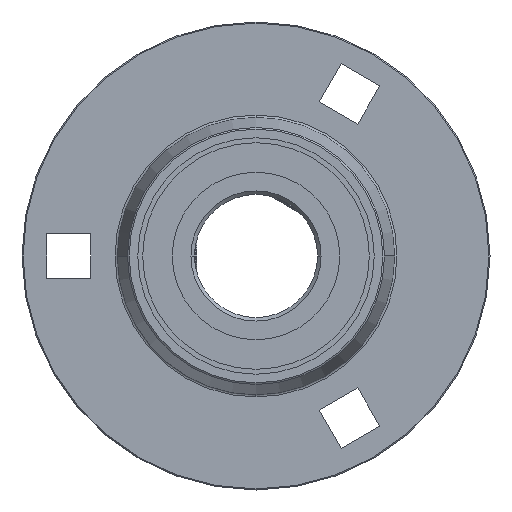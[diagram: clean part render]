
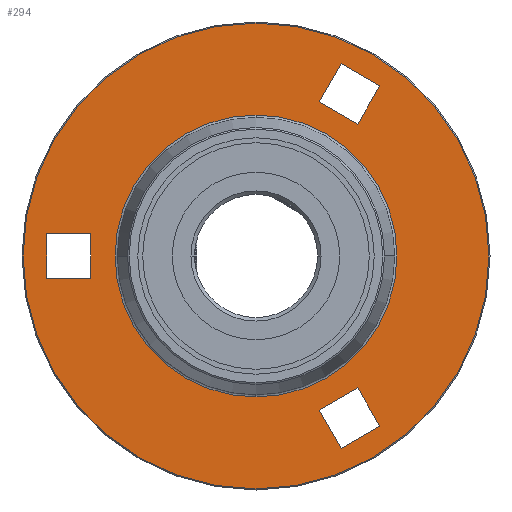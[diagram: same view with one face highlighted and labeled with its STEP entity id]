
A CAD part, left-side view. The second image highlights one B-rep face of the part: STEP entity #294.
In plain terms, the highlighted planar face has unit normal (-1, 0, 0).
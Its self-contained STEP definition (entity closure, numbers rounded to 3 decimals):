
#294 = ADVANCED_FACE( '', ( #453, #454, #455, #456, #457 ), #458, .T. );
#453 = FACE_BOUND( '', #737, .T. );
#454 = FACE_BOUND( '', #738, .T. );
#455 = FACE_BOUND( '', #739, .T. );
#456 = FACE_BOUND( '', #740, .T. );
#457 = FACE_OUTER_BOUND( '', #741, .T. );
#458 = PLANE( '', #742 );
#737 = EDGE_LOOP( '', ( #1167, #1168, #1169, #1170 ) );
#738 = EDGE_LOOP( '', ( #1171, #1172, #1173, #1174 ) );
#739 = EDGE_LOOP( '', ( #1175, #1176, #1177, #1178 ) );
#740 = EDGE_LOOP( '', ( #1179, #1180, #1181 ) );
#741 = EDGE_LOOP( '', ( #1182, #1183 ) );
#742 = AXIS2_PLACEMENT_3D( '', #1184, #1185, #1186 );
#1167 = ORIENTED_EDGE( '', *, *, #1975, .T. );
#1168 = ORIENTED_EDGE( '', *, *, #1979, .T. );
#1169 = ORIENTED_EDGE( '', *, *, #1982, .T. );
#1170 = ORIENTED_EDGE( '', *, *, #1985, .T. );
#1171 = ORIENTED_EDGE( '', *, *, #1987, .T. );
#1172 = ORIENTED_EDGE( '', *, *, #1991, .T. );
#1173 = ORIENTED_EDGE( '', *, *, #1994, .T. );
#1174 = ORIENTED_EDGE( '', *, *, #1997, .T. );
#1175 = ORIENTED_EDGE( '', *, *, #1999, .T. );
#1176 = ORIENTED_EDGE( '', *, *, #2003, .T. );
#1177 = ORIENTED_EDGE( '', *, *, #2006, .T. );
#1178 = ORIENTED_EDGE( '', *, *, #2009, .T. );
#1179 = ORIENTED_EDGE( '', *, *, #2019, .F. );
#1180 = ORIENTED_EDGE( '', *, *, #2020, .F. );
#1181 = ORIENTED_EDGE( '', *, *, #1953, .F. );
#1182 = ORIENTED_EDGE( '', *, *, #1959, .T. );
#1183 = ORIENTED_EDGE( '', *, *, #2018, .T. );
#1184 = CARTESIAN_POINT( '', ( 7., 37.951, 0. ) );
#1185 = DIRECTION( '', ( -1., 0., 0. ) );
#1186 = DIRECTION( '', ( 0., 1., 0. ) );
#1953 = EDGE_CURVE( '', #2261, #2263, #2264, .T. );
#1959 = EDGE_CURVE( '', #2269, #2273, #2275, .T. );
#1975 = EDGE_CURVE( '', #2304, #2305, #2306, .T. );
#1979 = EDGE_CURVE( '', #2305, #2312, #2313, .T. );
#1982 = EDGE_CURVE( '', #2312, #2317, #2318, .T. );
#1985 = EDGE_CURVE( '', #2317, #2304, #2322, .T. );
#1987 = EDGE_CURVE( '', #2324, #2325, #2326, .T. );
#1991 = EDGE_CURVE( '', #2325, #2332, #2333, .T. );
#1994 = EDGE_CURVE( '', #2332, #2337, #2338, .T. );
#1997 = EDGE_CURVE( '', #2337, #2324, #2342, .T. );
#1999 = EDGE_CURVE( '', #2344, #2345, #2346, .T. );
#2003 = EDGE_CURVE( '', #2345, #2352, #2353, .T. );
#2006 = EDGE_CURVE( '', #2352, #2357, #2358, .T. );
#2009 = EDGE_CURVE( '', #2357, #2344, #2362, .T. );
#2018 = EDGE_CURVE( '', #2273, #2269, #2371, .T. );
#2019 = EDGE_CURVE( '', #2372, #2261, #2373, .T. );
#2020 = EDGE_CURVE( '', #2263, #2372, #2374, .T. );
#2261 = VERTEX_POINT( '', #2763 );
#2263 = VERTEX_POINT( '', #2765 );
#2264 = CIRCLE( '', #2766, 28.614 );
#2269 = VERTEX_POINT( '', #2771 );
#2273 = VERTEX_POINT( '', #2776 );
#2275 = CIRCLE( '', #2779, 47.288 );
#2304 = VERTEX_POINT( '', #2814 );
#2305 = VERTEX_POINT( '', #2815 );
#2306 = LINE( '', #2816, #2817 );
#2312 = VERTEX_POINT( '', #2826 );
#2313 = LINE( '', #2827, #2828 );
#2317 = VERTEX_POINT( '', #2834 );
#2318 = LINE( '', #2835, #2836 );
#2322 = LINE( '', #2842, #2843 );
#2324 = VERTEX_POINT( '', #2846 );
#2325 = VERTEX_POINT( '', #2847 );
#2326 = LINE( '', #2848, #2849 );
#2332 = VERTEX_POINT( '', #2858 );
#2333 = LINE( '', #2859, #2860 );
#2337 = VERTEX_POINT( '', #2866 );
#2338 = LINE( '', #2867, #2868 );
#2342 = LINE( '', #2874, #2875 );
#2344 = VERTEX_POINT( '', #2878 );
#2345 = VERTEX_POINT( '', #2879 );
#2346 = LINE( '', #2880, #2881 );
#2352 = VERTEX_POINT( '', #2890 );
#2353 = LINE( '', #2891, #2892 );
#2357 = VERTEX_POINT( '', #2898 );
#2358 = LINE( '', #2899, #2900 );
#2362 = LINE( '', #2906, #2907 );
#2371 = CIRCLE( '', #2917, 47.288 );
#2372 = VERTEX_POINT( '', #2918 );
#2373 = CIRCLE( '', #2919, 28.614 );
#2374 = CIRCLE( '', #2920, 28.614 );
#2763 = CARTESIAN_POINT( '', ( 7., 0., -28.614 ) );
#2765 = CARTESIAN_POINT( '', ( 7., 0., 28.614 ) );
#2766 = AXIS2_PLACEMENT_3D( '', #3833, #3834, #3835 );
#2771 = CARTESIAN_POINT( '', ( 7., 47.288, 0. ) );
#2776 = CARTESIAN_POINT( '', ( 7., -47.288, 0. ) );
#2779 = AXIS2_PLACEMENT_3D( '', #3847, #3848, #3849 );
#2814 = CARTESIAN_POINT( '', ( 7., -25.147, -34.556 ) );
#2815 = CARTESIAN_POINT( '', ( 7., -17.353, -39.056 ) );
#2816 = CARTESIAN_POINT( '', ( 7., -8.967, -43.898 ) );
#2817 = VECTOR( '', #3883, 1. );
#2826 = CARTESIAN_POINT( '', ( 7., -12.853, -31.262 ) );
#2827 = CARTESIAN_POINT( '', ( 7., -1.984, -12.436 ) );
#2828 = VECTOR( '', #3887, 1. );
#2834 = CARTESIAN_POINT( '', ( 7., -20.647, -26.762 ) );
#2835 = CARTESIAN_POINT( '', ( 7., -0.57, -38.354 ) );
#2836 = VECTOR( '', #3890, 1. );
#2842 = CARTESIAN_POINT( '', ( 7., -7.528, -4.039 ) );
#2843 = VECTOR( '', #3893, 1. );
#2846 = CARTESIAN_POINT( '', ( 7., -25.147, 34.556 ) );
#2847 = CARTESIAN_POINT( '', ( 7., -20.647, 26.762 ) );
#2848 = CARTESIAN_POINT( '', ( 7., -9.778, 7.936 ) );
#2849 = VECTOR( '', #3895, 1. );
#2858 = CARTESIAN_POINT( '', ( 7., -12.853, 31.262 ) );
#2859 = CARTESIAN_POINT( '', ( 7., -4.467, 36.104 ) );
#2860 = VECTOR( '', #3899, 1. );
#2866 = CARTESIAN_POINT( '', ( 7., -17.353, 39.056 ) );
#2867 = CARTESIAN_POINT( '', ( 7., 0.266, 8.539 ) );
#2868 = VECTOR( '', #3902, 1. );
#2874 = CARTESIAN_POINT( '', ( 7., -5.07, 46.148 ) );
#2875 = VECTOR( '', #3905, 1. );
#2878 = CARTESIAN_POINT( '', ( 7., 33.5, -4.5 ) );
#2879 = CARTESIAN_POINT( '', ( 7., 42.5, -4.5 ) );
#2880 = CARTESIAN_POINT( '', ( 7., 35.726, -4.5 ) );
#2881 = VECTOR( '', #3907, 1. );
#2890 = CARTESIAN_POINT( '', ( 7., 42.5, 4.5 ) );
#2891 = CARTESIAN_POINT( '', ( 7., 42.5, -2.25 ) );
#2892 = VECTOR( '', #3911, 1. );
#2898 = CARTESIAN_POINT( '', ( 7., 33.5, 4.5 ) );
#2899 = CARTESIAN_POINT( '', ( 7., 40.226, 4.5 ) );
#2900 = VECTOR( '', #3914, 1. );
#2906 = CARTESIAN_POINT( '', ( 7., 33.5, 2.25 ) );
#2907 = VECTOR( '', #3917, 1. );
#2917 = AXIS2_PLACEMENT_3D( '', #3940, #3941, #3942 );
#2918 = CARTESIAN_POINT( '', ( 7., 28.614, 0. ) );
#2919 = AXIS2_PLACEMENT_3D( '', #3943, #3944, #3945 );
#2920 = AXIS2_PLACEMENT_3D( '', #3946, #3947, #3948 );
#3833 = CARTESIAN_POINT( '', ( 7., 0., 0. ) );
#3834 = DIRECTION( '', ( -1., 0., 0. ) );
#3835 = DIRECTION( '', ( 0., 1., 0. ) );
#3847 = CARTESIAN_POINT( '', ( 7., 0., 0. ) );
#3848 = DIRECTION( '', ( -1., 0., 0. ) );
#3849 = DIRECTION( '', ( 0., 1., 0. ) );
#3883 = DIRECTION( '', ( 0., 0.866, -0.5 ) );
#3887 = DIRECTION( '', ( 0., 0.5, 0.866 ) );
#3890 = DIRECTION( '', ( 0., -0.866, 0.5 ) );
#3893 = DIRECTION( '', ( 0., -0.5, -0.866 ) );
#3895 = DIRECTION( '', ( 0., 0.5, -0.866 ) );
#3899 = DIRECTION( '', ( 0., 0.866, 0.5 ) );
#3902 = DIRECTION( '', ( 0., -0.5, 0.866 ) );
#3905 = DIRECTION( '', ( 0., -0.866, -0.5 ) );
#3907 = DIRECTION( '', ( 0., 1., 0. ) );
#3911 = DIRECTION( '', ( 0., 0., 1. ) );
#3914 = DIRECTION( '', ( 0., -1., 0. ) );
#3917 = DIRECTION( '', ( 0., 0., -1. ) );
#3940 = CARTESIAN_POINT( '', ( 7., 0., 0. ) );
#3941 = DIRECTION( '', ( -1., 0., 0. ) );
#3942 = DIRECTION( '', ( 0., 1., 0. ) );
#3943 = CARTESIAN_POINT( '', ( 7., 0., 0. ) );
#3944 = DIRECTION( '', ( -1., 0., 0. ) );
#3945 = DIRECTION( '', ( 0., 1., 0. ) );
#3946 = CARTESIAN_POINT( '', ( 7., 0., 0. ) );
#3947 = DIRECTION( '', ( -1., 0., 0. ) );
#3948 = DIRECTION( '', ( 0., 1., 0. ) );
